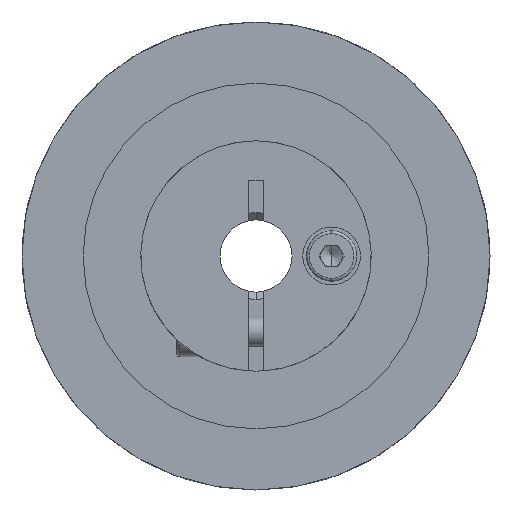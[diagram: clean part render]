
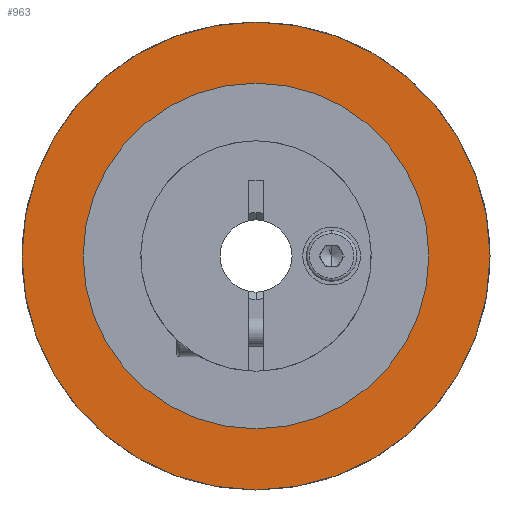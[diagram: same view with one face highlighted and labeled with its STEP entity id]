
A CAD part, left-side view. The second image highlights one B-rep face of the part: STEP entity #963.
In plain terms, the highlighted planar face has unit normal (-1, 0, 0).
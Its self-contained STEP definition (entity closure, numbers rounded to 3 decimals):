
#103 = CIRCLE ( 'NONE', #1579, 32.5 ) ;
#336 = CIRCLE ( 'NONE', #921, 32.5 ) ;
#373 = CARTESIAN_POINT ( 'NONE',  ( 0., 0., 0. ) ) ;
#489 = CARTESIAN_POINT ( 'NONE',  ( 0., 0., -24. ) ) ;
#628 = EDGE_CURVE ( 'NONE', #3688, #2398, #336, .T. ) ;
#695 = FACE_OUTER_BOUND ( 'NONE', #4591, .T. ) ;
#790 = CARTESIAN_POINT ( 'NONE',  ( 0., 24., 0. ) ) ;
#921 = AXIS2_PLACEMENT_3D ( 'NONE', #3806, #937, #4197 ) ;
#937 = DIRECTION ( 'NONE',  ( -1., 0., 0. ) ) ;
#963 = ADVANCED_FACE ( 'NONE', ( #4452, #695 ), #5805, .F. ) ;
#1056 = CARTESIAN_POINT ( 'NONE',  ( 0., 0., 24. ) ) ;
#1207 = DIRECTION ( 'NONE',  ( 0., 0., 1. ) ) ;
#1233 = CARTESIAN_POINT ( 'NONE',  ( 0., 0., 0. ) ) ;
#1579 = AXIS2_PLACEMENT_3D ( 'NONE', #373, #4964, #4096 ) ;
#1791 = EDGE_CURVE ( 'NONE', #5640, #3294, #2588, .T. ) ;
#1835 = DIRECTION ( 'NONE',  ( 0., 0., -1. ) ) ;
#2039 = CARTESIAN_POINT ( 'NONE',  ( 0., 0., 32.5 ) ) ;
#2112 = DIRECTION ( 'NONE',  ( -1., 0., 0. ) ) ;
#2225 = ORIENTED_EDGE ( 'NONE', *, *, #628, .T. ) ;
#2234 = CARTESIAN_POINT ( 'NONE',  ( 0., 0., -32.5 ) ) ;
#2392 = CIRCLE ( 'NONE', #2959, 24. ) ;
#2398 = VERTEX_POINT ( 'NONE', #2039 ) ;
#2588 = CIRCLE ( 'NONE', #5284, 24. ) ;
#2959 = AXIS2_PLACEMENT_3D ( 'NONE', #1233, #2112, #5869 ) ;
#3039 = AXIS2_PLACEMENT_3D ( 'NONE', #790, #3187, #1835 ) ;
#3187 = DIRECTION ( 'NONE',  ( 1., 0., 0. ) ) ;
#3294 = VERTEX_POINT ( 'NONE', #489 ) ;
#3375 = ORIENTED_EDGE ( 'NONE', *, *, #1791, .F. ) ;
#3688 = VERTEX_POINT ( 'NONE', #2234 ) ;
#3806 = CARTESIAN_POINT ( 'NONE',  ( 0., 0., 0. ) ) ;
#4096 = DIRECTION ( 'NONE',  ( 0., 0., 1. ) ) ;
#4197 = DIRECTION ( 'NONE',  ( 0., 0., 1. ) ) ;
#4267 = ORIENTED_EDGE ( 'NONE', *, *, #5211, .T. ) ;
#4311 = EDGE_CURVE ( 'NONE', #3294, #5640, #2392, .T. ) ;
#4452 = FACE_BOUND ( 'NONE', #4676, .T. ) ;
#4591 = EDGE_LOOP ( 'NONE', ( #4267, #2225 ) ) ;
#4676 = EDGE_LOOP ( 'NONE', ( #3375, #5033 ) ) ;
#4964 = DIRECTION ( 'NONE',  ( -1., 0., 0. ) ) ;
#5033 = ORIENTED_EDGE ( 'NONE', *, *, #4311, .F. ) ;
#5211 = EDGE_CURVE ( 'NONE', #2398, #3688, #103, .T. ) ;
#5284 = AXIS2_PLACEMENT_3D ( 'NONE', #5778, #5339, #1207 ) ;
#5339 = DIRECTION ( 'NONE',  ( -1., 0., 0. ) ) ;
#5640 = VERTEX_POINT ( 'NONE', #1056 ) ;
#5778 = CARTESIAN_POINT ( 'NONE',  ( 0., 0., 0. ) ) ;
#5805 = PLANE ( 'NONE',  #3039 ) ;
#5869 = DIRECTION ( 'NONE',  ( 0., 0., 1. ) ) ;
